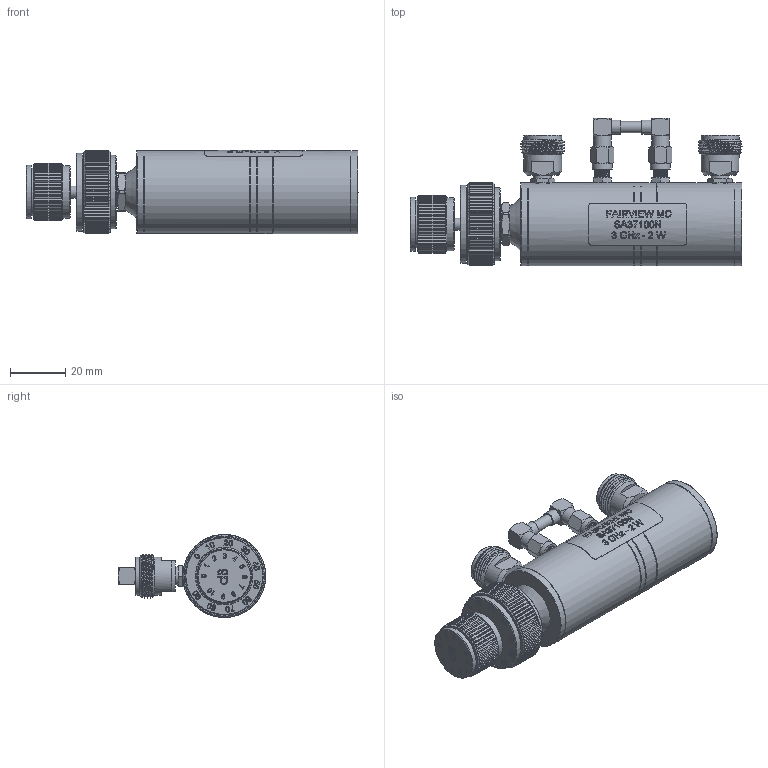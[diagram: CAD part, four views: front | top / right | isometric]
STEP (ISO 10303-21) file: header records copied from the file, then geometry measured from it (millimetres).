
FILE_DESCRIPTION (( 'STEP AP203' ), '1' );
FILE_NAME ('SA37100N_3D.step', '2022-04-14T19:22:25', ( '' ), ( '' ), 'SwSTEP 2.0', 'SolidWorks 2021', '' );
FILE_SCHEMA (( 'CONFIG_CONTROL_DESIGN' ));
Length unit declared in the file: inch
Products named in the file (1): SA37100N_3D
Bounding box: 120 x 53.3 x 30.06 mm (x, y, z)
Volume: 77813.5 mm3; surface area: 19098.1 mm2
Topology: 2 solids, 4 shells, 1792 faces, 4350 edges, 2698 vertices
Faces by surface type: plane 630, bspline 549, cone 377, cylinder 234, torus 2
Full cylindrical faces by diameter (mm): 1.016 x2, 1.27 x2, 2.286 x2, 4.064 x1, 4.227 x2, 4.334 x1, 5.08 x2, 6.35 x4, 6.858 x2, 7.29 x2, 8.382 x2, 10.575 x1, 13.716 x4, 17.213 x1, 19.008 x1, 19.442 x1, 25.51 x1, 26.527 x1, 28.234 x1, 29.854 x2, 29.967 x2, 30 x2
Entity records: 94591 total; most frequent: CARTESIAN_POINT 58945, ORIENTED_EDGE 8548, DIRECTION 5155, EDGE_CURVE 4274, VERTEX_POINT 2678, B_SPLINE_CURVE_WITH_KNOTS 2316, AXIS2_PLACEMENT_3D 2000, EDGE_LOOP 1976
